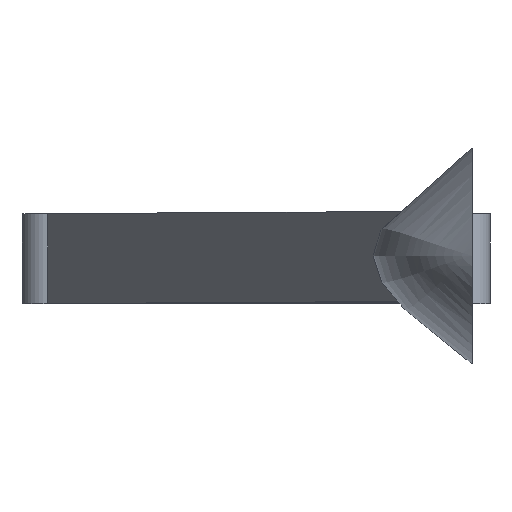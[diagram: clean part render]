
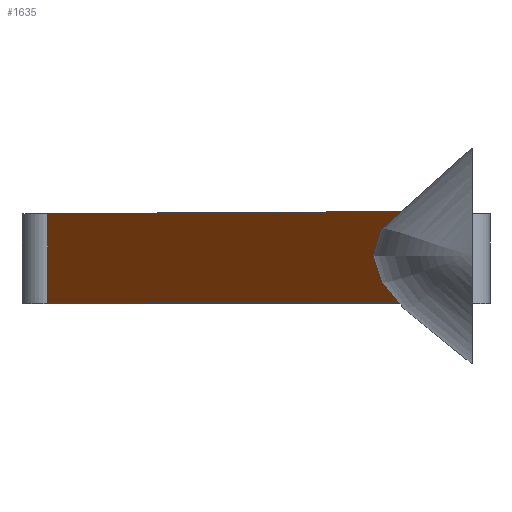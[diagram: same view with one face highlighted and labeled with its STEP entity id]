
A CAD part, top view. The second image highlights one B-rep face of the part: STEP entity #1635.
In plain terms, the highlighted planar face has unit normal (-0.96, 0, 0.281).
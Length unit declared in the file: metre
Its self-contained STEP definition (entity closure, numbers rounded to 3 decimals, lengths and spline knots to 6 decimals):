
#30=B_SPLINE_CURVE_WITH_KNOTS('',3,(#2603,#2604,#2605,#2606),
 .UNSPECIFIED.,.F.,.F.,(4,4),(0.,0.5),.UNSPECIFIED.);
#31=B_SPLINE_CURVE_WITH_KNOTS('',3,(#2608,#2609,#2610,#2611),
 .UNSPECIFIED.,.F.,.F.,(4,4),(0.5,0.508573),
 .UNSPECIFIED.);
#32=B_SPLINE_CURVE_WITH_KNOTS('',3,(#2613,#2614,#2615,#2616),
 .UNSPECIFIED.,.F.,.F.,(4,4),(0.508573,1.),.UNSPECIFIED.);
#470=ORIENTED_EDGE('',*,*,#622,.F.);
#471=ORIENTED_EDGE('',*,*,#728,.F.);
#472=ORIENTED_EDGE('',*,*,#551,.T.);
#473=ORIENTED_EDGE('',*,*,#729,.T.);
#474=ORIENTED_EDGE('',*,*,#730,.T.);
#475=ORIENTED_EDGE('',*,*,#731,.T.);
#551=EDGE_CURVE('',#777,#776,#924,.T.);
#622=EDGE_CURVE('',#841,#842,#991,.T.);
#728=EDGE_CURVE('',#777,#841,#1096,.T.);
#729=EDGE_CURVE('',#776,#887,#30,.T.);
#730=EDGE_CURVE('',#887,#888,#31,.T.);
#731=EDGE_CURVE('',#888,#842,#32,.T.);
#776=VERTEX_POINT('',#2250);
#777=VERTEX_POINT('',#2252);
#841=VERTEX_POINT('',#2390);
#842=VERTEX_POINT('',#2392);
#887=VERTEX_POINT('',#2607);
#888=VERTEX_POINT('',#2612);
#924=LINE('',#2251,#1132);
#991=LINE('',#2391,#1199);
#1096=LINE('',#2602,#1304);
#1132=VECTOR('',#1805,1.);
#1199=VECTOR('',#1880,1.);
#1304=VECTOR('',#2107,1.);
#1391=EDGE_LOOP('',(#470,#471,#472,#473,#474,#475));
#1485=FACE_BOUND('',#1391,.T.);
#1560=PLANE('',#1734);
#1635=ADVANCED_FACE('',(#1485),#1560,.T.);
#1734=AXIS2_PLACEMENT_3D('',#2601,#2105,#2106);
#1805=DIRECTION('',(0.281,0.,0.96));
#1880=DIRECTION('',(0.281,0.,0.96));
#2105=DIRECTION('',(-0.96,0.,0.281));
#2106=DIRECTION('',(0.281,0.,0.96));
#2107=DIRECTION('',(0.,1.,0.));
#2250=CARTESIAN_POINT('',(-0.001042,-0.0025,0.));
#2251=CARTESIAN_POINT('',(-0.001399,-0.0025,-0.001216));
#2252=CARTESIAN_POINT('',(-0.022603,-0.0025,-0.073502));
#2390=CARTESIAN_POINT('',(-0.022603,0.0025,-0.073502));
#2391=CARTESIAN_POINT('',(-0.001399,0.0025,-0.001216));
#2392=CARTESIAN_POINT('',(-0.001042,0.0025,0.));
#2601=CARTESIAN_POINT('',(-0.001399,-0.0025,-0.001216));
#2602=CARTESIAN_POINT('',(-0.022603,-0.0025,-0.073502));
#2603=CARTESIAN_POINT('',(-0.001042,-0.0025,0.));
#2604=CARTESIAN_POINT('',(-0.001042,-0.001667,0.));
#2605=CARTESIAN_POINT('',(-0.001042,-0.000833,0.));
#2606=CARTESIAN_POINT('',(-0.001042,0.,0.));
#2607=CARTESIAN_POINT('',(-0.001042,0.,0.));
#2608=CARTESIAN_POINT('',(-0.001042,0.,0.));
#2609=CARTESIAN_POINT('',(-0.001042,0.000014,0.));
#2610=CARTESIAN_POINT('',(-0.001042,0.000029,0.));
#2611=CARTESIAN_POINT('',(-0.001042,0.000043,0.));
#2612=CARTESIAN_POINT('',(-0.001042,0.000043,0.));
#2613=CARTESIAN_POINT('',(-0.001042,0.000043,0.));
#2614=CARTESIAN_POINT('',(-0.001042,0.000862,0.));
#2615=CARTESIAN_POINT('',(-0.001042,0.001681,0.));
#2616=CARTESIAN_POINT('',(-0.001042,0.0025,0.));
